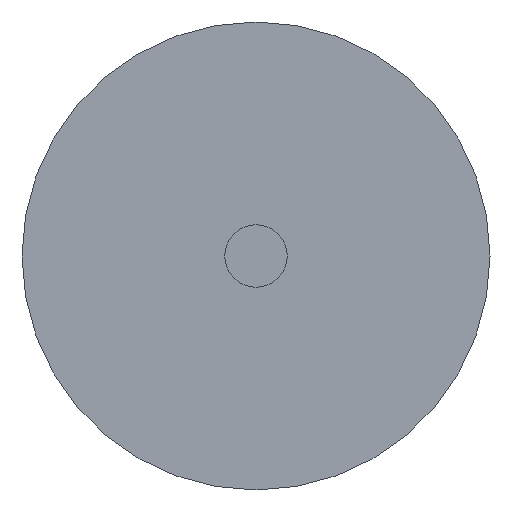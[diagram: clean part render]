
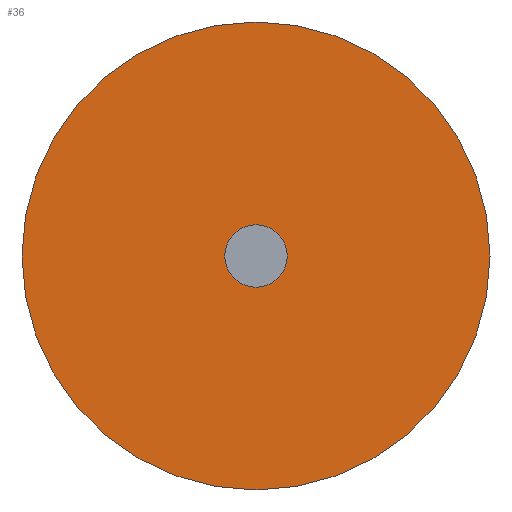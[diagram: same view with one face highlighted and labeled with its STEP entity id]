
A CAD part, front view. The second image highlights one B-rep face of the part: STEP entity #36.
In plain terms, the highlighted planar face has unit normal (0, -1, 0).
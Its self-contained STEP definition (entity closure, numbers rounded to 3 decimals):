
#36 = ADVANCED_FACE( '', ( #77, #78 ), #79, .T. );
#77 = FACE_OUTER_BOUND( '', #130, .T. );
#78 = FACE_BOUND( '', #131, .T. );
#79 = PLANE( '', #132 );
#130 = EDGE_LOOP( '', ( #177 ) );
#131 = EDGE_LOOP( '', ( #178 ) );
#132 = AXIS2_PLACEMENT_3D( '', #179, #180, #181 );
#177 = ORIENTED_EDGE( '', *, *, #247, .T. );
#178 = ORIENTED_EDGE( '', *, *, #248, .F. );
#179 = CARTESIAN_POINT( '', ( -3., -3., 0. ) );
#180 = DIRECTION( '', ( 0., -1., 0. ) );
#181 = DIRECTION( '', ( 1., 0., 0. ) );
#247 = EDGE_CURVE( '', #270, #270, #271, .T. );
#248 = EDGE_CURVE( '', #272, #272, #273, .T. );
#270 = VERTEX_POINT( '', #304 );
#271 = CIRCLE( '', #305, 3. );
#272 = VERTEX_POINT( '', #306 );
#273 = CIRCLE( '', #307, 0.4 );
#304 = CARTESIAN_POINT( '', ( 3., -3., 0. ) );
#305 = AXIS2_PLACEMENT_3D( '', #337, #338, #339 );
#306 = CARTESIAN_POINT( '', ( 0.4, -3., 0. ) );
#307 = AXIS2_PLACEMENT_3D( '', #340, #341, #342 );
#337 = CARTESIAN_POINT( '', ( 0., -3., 0. ) );
#338 = DIRECTION( '', ( 0., -1., 0. ) );
#339 = DIRECTION( '', ( 1., 0., 0. ) );
#340 = CARTESIAN_POINT( '', ( 0., -3., 0. ) );
#341 = DIRECTION( '', ( 0., -1., 0. ) );
#342 = DIRECTION( '', ( 1., 0., 0. ) );
